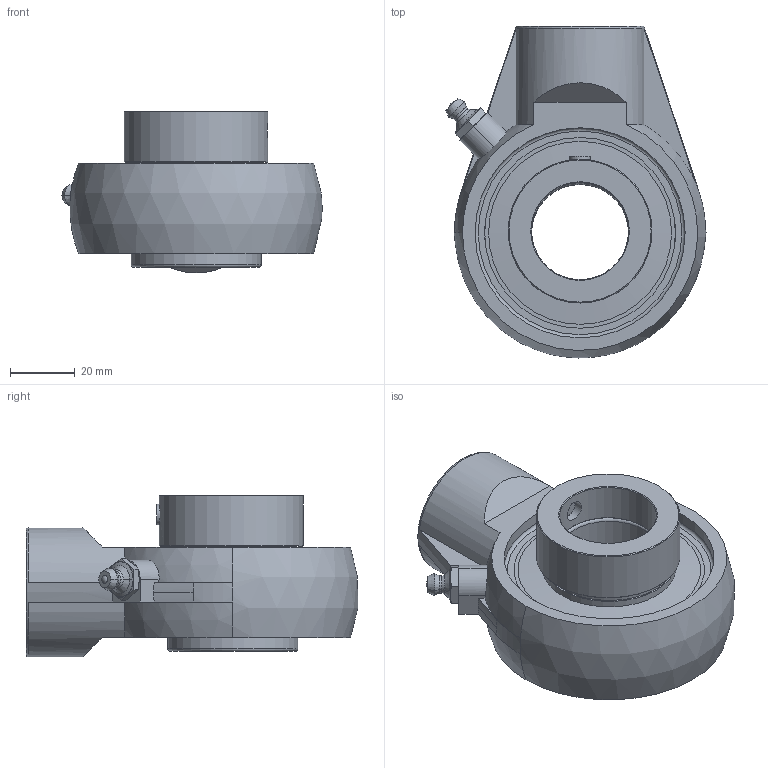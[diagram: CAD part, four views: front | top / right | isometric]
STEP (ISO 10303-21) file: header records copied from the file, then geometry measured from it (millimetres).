
FILE_DESCRIPTION(('HOOPS Exchange Step'),'2;1');
FILE_NAME('export-1F6FD8D4-3D93-41A3-BB19-3AEA80C0A2FA.stp','2019-12-13T13:08:00-08:00',('ibuslach'),('Alibre'),'HOOPS Exchange 2019.2','Alibre','Unknown authorisation');
FILE_SCHEMA( ('AP242_MANAGED_MODEL_BASED_3D_ENGINEERING_MIM_LF {1 0 10303 442 1 1 4 }') );
Length unit declared in the file: centimetre
Products named in the file (8): MRN SHA 206 (NO LETTERING); ZERK 6mm; SHC 206-19 Flinger; SHC 204 SS; SHC 206 Collar; SHC 206 Races; MRN SHC 206; MRN SHCHA 206
Assembly tree (7 placements, depth 3):
  MRN SHCHA 206
    MRN SHA 206 (NO LETTERING)
    ZERK 6mm
    MRN SHC 206
      SHC 206-19 Flinger
      SHC 204 SS
      SHC 206 Collar
      SHC 206 Races
Bounding box: 80.5 x 102.7 x 50.1 mm (x, y, z)
Volume: 118829.9 mm3; surface area: 54595.1 mm2
Topology: 18 solids, 18 shells, 184 faces, 480 edges, 310 vertices
Faces by surface type: plane 57, cylinder 45, cone 37, sphere 24, torus 17, bspline 4
Full cylindrical faces by diameter (mm): 2.005 x2, 6 x2, 6.35 x3, 19.05 x1, 30 x2, 37.631 x1, 37.643 x1, 40.259 x4, 41.275 x2, 44.5 x1, 55.093 x2, 56.642 x4, 65.017 x2
Entity records: 9247 total; most frequent: CARTESIAN_POINT 4563, DIRECTION 1017, ORIENTED_EDGE 904, EDGE_CURVE 452, AXIS2_PLACEMENT_3D 444, VERTEX_POINT 310, CIRCLE 233, EDGE_LOOP 210
